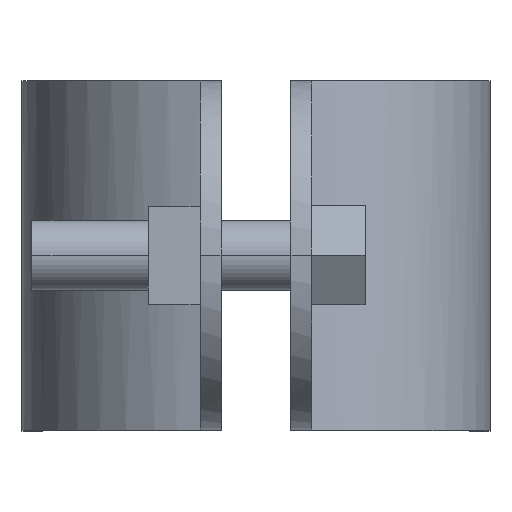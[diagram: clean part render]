
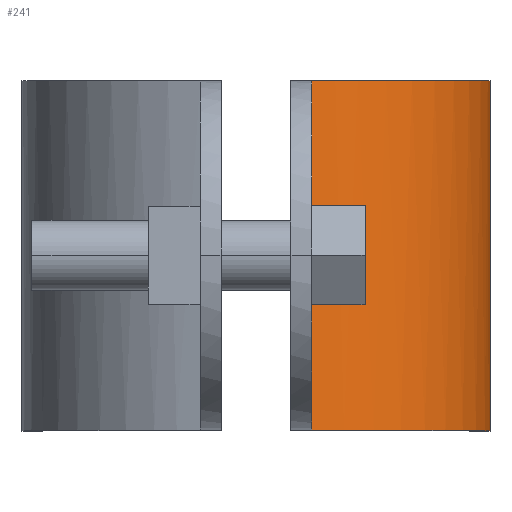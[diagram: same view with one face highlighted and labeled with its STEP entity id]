
A CAD part, top view. The second image highlights one B-rep face of the part: STEP entity #241.
In plain terms, the highlighted free-form (B-spline) face has degree [3, 1] with [4, 2] control points.
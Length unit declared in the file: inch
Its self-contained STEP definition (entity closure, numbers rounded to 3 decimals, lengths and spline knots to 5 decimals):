
#241=ADVANCED_FACE('',(#501),#502,.T.);
#501=FACE_OUTER_BOUND('',#885,.T.);
#502=B_SPLINE_SURFACE_WITH_KNOTS('',3,1,((#886,#887),(#888,#889),(#890,#891),(#892,#893)),.UNSPECIFIED.,.F.,.F.,.F.,(4,4),(2,2),(-1.0,-0.0),(0.0,1.25),.UNSPECIFIED.);
#885=EDGE_LOOP('',(#1461,#1462,#1463,#1464));
#886=CARTESIAN_POINT('',(1.67206,1.2499,1.43099));
#887=CARTESIAN_POINT('',(1.67206,-0.0001,1.43099));
#888=CARTESIAN_POINT('',(1.67206,1.2499,1.81574));
#889=CARTESIAN_POINT('',(1.67206,-0.0001,1.81574));
#890=CARTESIAN_POINT('',(1.40922,1.2499,2.15074));
#891=CARTESIAN_POINT('',(1.40922,-0.0001,2.15074));
#892=CARTESIAN_POINT('',(1.03551,1.2499,2.24227));
#893=CARTESIAN_POINT('',(1.03551,-0.0001,2.24227));
#1461=ORIENTED_EDGE('',*,*,#2038,.T.);
#1462=ORIENTED_EDGE('',*,*,#1852,.T.);
#1463=ORIENTED_EDGE('',*,*,#1937,.T.);
#1464=ORIENTED_EDGE('',*,*,#2039,.F.);
#1852=EDGE_CURVE('',#2162,#2169,#2171,.T.);
#1937=EDGE_CURVE('',#2169,#2314,#2317,.T.);
#2038=EDGE_CURVE('',#2466,#2162,#2467,.T.);
#2039=EDGE_CURVE('',#2466,#2314,#2468,.T.);
#2162=VERTEX_POINT('',#2620);
#2169=VERTEX_POINT('',#2634);
#2171=LINE('',#2637,#2638);
#2314=VERTEX_POINT('',#2872);
#2317=B_SPLINE_CURVE_WITH_KNOTS('',3,(#2876,#2877,#2878,#2879),.UNSPECIFIED.,.F.,.F.,(4,4),(0.0,1.0),.UNSPECIFIED.);
#2466=VERTEX_POINT('',#3131);
#2467=B_SPLINE_CURVE_WITH_KNOTS('',3,(#3132,#3133,#3134,#3135),.UNSPECIFIED.,.F.,.F.,(4,4),(-1.0,-0.0),.UNSPECIFIED.);
#2468=LINE('',#3136,#3137);
#2620=CARTESIAN_POINT('',(1.03551,1.24982,2.24227));
#2634=CARTESIAN_POINT('',(1.03551,0.,2.24227));
#2637=CARTESIAN_POINT('',(1.03551,1.2499,2.24227));
#2638=VECTOR('',#3340,1.0);
#2872=CARTESIAN_POINT('',(1.67206,0.,1.43099));
#2876=CARTESIAN_POINT('',(1.03551,0.,2.24227));
#2877=CARTESIAN_POINT('',(1.40922,0.,2.15074));
#2878=CARTESIAN_POINT('',(1.67206,0.,1.81574));
#2879=CARTESIAN_POINT('',(1.67206,0.,1.43099));
#3131=CARTESIAN_POINT('',(1.67206,1.24982,1.43099));
#3132=CARTESIAN_POINT('',(1.67206,1.24982,1.43099));
#3133=CARTESIAN_POINT('',(1.67206,1.24982,1.81574));
#3134=CARTESIAN_POINT('',(1.40922,1.24982,2.15074));
#3135=CARTESIAN_POINT('',(1.03551,1.24982,2.24227));
#3136=CARTESIAN_POINT('',(1.67206,1.2499,1.43099));
#3137=VECTOR('',#3461,1.0);
#3340=DIRECTION('',(0.0,-1.0,0.0));
#3461=DIRECTION('',(0.0,-1.0,0.0));
